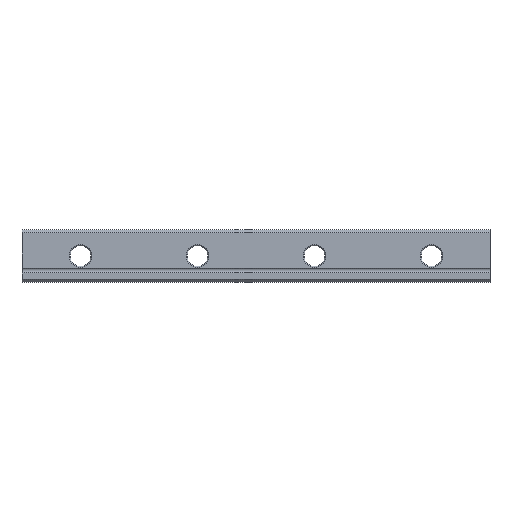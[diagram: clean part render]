
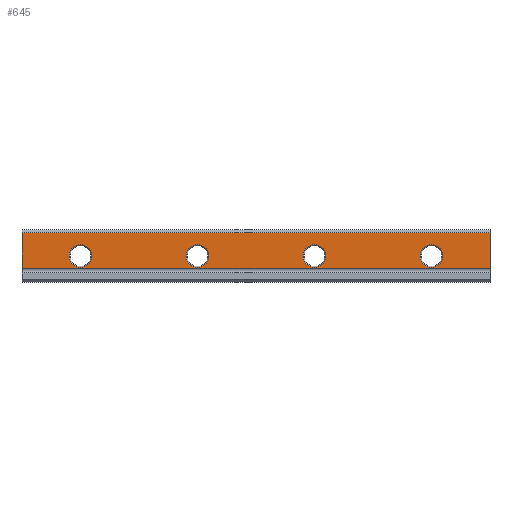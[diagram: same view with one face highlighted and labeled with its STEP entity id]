
A CAD part, front view. The second image highlights one B-rep face of the part: STEP entity #645.
In plain terms, the highlighted planar face has unit normal (0, -1, 0).
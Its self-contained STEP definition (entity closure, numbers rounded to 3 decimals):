
#16 = VERTEX_POINT ( 'NONE', #1260 ) ;
#17 = VERTEX_POINT ( 'NONE', #267 ) ;
#26 = AXIS2_PLACEMENT_3D ( 'NONE', #394, #576, #55 ) ;
#31 = CARTESIAN_POINT ( 'NONE',  ( 10., 0., 0. ) ) ;
#33 = EDGE_CURVE ( 'NONE', #16, #1627, #151, .T. ) ;
#53 = EDGE_CURVE ( 'NONE', #1790, #17, #1280, .T. ) ;
#55 = DIRECTION ( 'NONE',  ( 0., 0., 1. ) ) ;
#57 = VERTEX_POINT ( 'NONE', #1753 ) ;
#71 = FACE_BOUND ( 'NONE', #1724, .T. ) ;
#87 = DIRECTION ( 'NONE',  ( 0., 1., 0. ) ) ;
#112 = DIRECTION ( 'NONE',  ( 0., 0., 1. ) ) ;
#114 = AXIS2_PLACEMENT_3D ( 'NONE', #446, #1544, #189 ) ;
#119 = LINE ( 'NONE', #1007, #1329 ) ;
#136 = VERTEX_POINT ( 'NONE', #1642 ) ;
#151 = LINE ( 'NONE', #375, #505 ) ;
#169 = ORIENTED_EDGE ( 'NONE', *, *, #1744, .T. ) ;
#182 = ORIENTED_EDGE ( 'NONE', *, *, #1175, .T. ) ;
#189 = DIRECTION ( 'NONE',  ( 0., 0., 1. ) ) ;
#267 = CARTESIAN_POINT ( 'NONE',  ( 10., 0., -1.95 ) ) ;
#271 = CARTESIAN_POINT ( 'NONE',  ( 80., 0., 4. ) ) ;
#298 = ORIENTED_EDGE ( 'NONE', *, *, #1762, .T. ) ;
#314 = CARTESIAN_POINT ( 'NONE',  ( 30., 0., -1.95 ) ) ;
#375 = CARTESIAN_POINT ( 'NONE',  ( 80., 0., -2.1 ) ) ;
#394 = CARTESIAN_POINT ( 'NONE',  ( 30., 0., 0. ) ) ;
#423 = CARTESIAN_POINT ( 'NONE',  ( 70., 0., 0. ) ) ;
#442 = CARTESIAN_POINT ( 'NONE',  ( 0., 0., -2.1 ) ) ;
#446 = CARTESIAN_POINT ( 'NONE',  ( 10., 0., 0. ) ) ;
#457 = CIRCLE ( 'NONE', #26, 1.95 ) ;
#461 = AXIS2_PLACEMENT_3D ( 'NONE', #936, #495, #518 ) ;
#463 = CARTESIAN_POINT ( 'NONE',  ( 50., 0., -1.95 ) ) ;
#472 = CARTESIAN_POINT ( 'NONE',  ( 70., 0., 0. ) ) ;
#495 = DIRECTION ( 'NONE',  ( 0., 1., 0. ) ) ;
#505 = VECTOR ( 'NONE', #1010, 1000. ) ;
#509 = ORIENTED_EDGE ( 'NONE', *, *, #1250, .T. ) ;
#518 = DIRECTION ( 'NONE',  ( 0., 0., 1. ) ) ;
#522 = DIRECTION ( 'NONE',  ( 0., 1., 0. ) ) ;
#548 = DIRECTION ( 'NONE',  ( 0., 0., 1. ) ) ;
#555 = CARTESIAN_POINT ( 'NONE',  ( 10., 0., 1.95 ) ) ;
#560 = CARTESIAN_POINT ( 'NONE',  ( 30., 0., 0. ) ) ;
#573 = DIRECTION ( 'NONE',  ( 0., 1., 0. ) ) ;
#576 = DIRECTION ( 'NONE',  ( 0., 1., 0. ) ) ;
#582 = CARTESIAN_POINT ( 'NONE',  ( 0., 0., 4. ) ) ;
#583 = DIRECTION ( 'NONE',  ( 0., 0., 1. ) ) ;
#590 = CARTESIAN_POINT ( 'NONE',  ( 30., 0., 1.95 ) ) ;
#612 = ORIENTED_EDGE ( 'NONE', *, *, #1450, .T. ) ;
#626 = CIRCLE ( 'NONE', #1725, 1.95 ) ;
#643 = CIRCLE ( 'NONE', #873, 1.95 ) ;
#645 = ADVANCED_FACE ( 'NONE', ( #1696, #71, #1378, #1626, #1262 ), #695, .F. ) ;
#653 = EDGE_LOOP ( 'NONE', ( #956, #1674, #612, #1668 ) ) ;
#655 = EDGE_CURVE ( 'NONE', #57, #788, #917, .T. ) ;
#673 = DIRECTION ( 'NONE',  ( 0., 1., 0. ) ) ;
#678 = VERTEX_POINT ( 'NONE', #1189 ) ;
#683 = ORIENTED_EDGE ( 'NONE', *, *, #1314, .T. ) ;
#695 = PLANE ( 'NONE',  #1438 ) ;
#702 = CARTESIAN_POINT ( 'NONE',  ( 80., 0., 4. ) ) ;
#705 = EDGE_LOOP ( 'NONE', ( #683, #789 ) ) ;
#717 = EDGE_LOOP ( 'NONE', ( #298, #509 ) ) ;
#747 = AXIS2_PLACEMENT_3D ( 'NONE', #472, #522, #548 ) ;
#749 = DIRECTION ( 'NONE',  ( 0., 0., 1. ) ) ;
#772 = VECTOR ( 'NONE', #918, 1000. ) ;
#788 = VERTEX_POINT ( 'NONE', #463 ) ;
#789 = ORIENTED_EDGE ( 'NONE', *, *, #53, .T. ) ;
#821 = DIRECTION ( 'NONE',  ( 0., 0., -1. ) ) ;
#860 = LINE ( 'NONE', #1062, #772 ) ;
#873 = AXIS2_PLACEMENT_3D ( 'NONE', #31, #87, #112 ) ;
#883 = CIRCLE ( 'NONE', #461, 1.95 ) ;
#917 = CIRCLE ( 'NONE', #1200, 1.95 ) ;
#918 = DIRECTION ( 'NONE',  ( -1., 0., 0. ) ) ;
#925 = CARTESIAN_POINT ( 'NONE',  ( 80., 0., 4. ) ) ;
#929 = AXIS2_PLACEMENT_3D ( 'NONE', #560, #573, #583 ) ;
#936 = CARTESIAN_POINT ( 'NONE',  ( 50., 0., 0. ) ) ;
#938 = VERTEX_POINT ( 'NONE', #582 ) ;
#956 = ORIENTED_EDGE ( 'NONE', *, *, #33, .F. ) ;
#978 = ORIENTED_EDGE ( 'NONE', *, *, #655, .T. ) ;
#988 = EDGE_CURVE ( 'NONE', #678, #136, #626, .T. ) ;
#1000 = DIRECTION ( 'NONE',  ( 0., 1., 0. ) ) ;
#1007 = CARTESIAN_POINT ( 'NONE',  ( 0., 0., 4. ) ) ;
#1010 = DIRECTION ( 'NONE',  ( -1., 0., 0. ) ) ;
#1022 = EDGE_CURVE ( 'NONE', #938, #1627, #119, .T. ) ;
#1062 = CARTESIAN_POINT ( 'NONE',  ( 80., 0., 4. ) ) ;
#1066 = VERTEX_POINT ( 'NONE', #271 ) ;
#1097 = VERTEX_POINT ( 'NONE', #590 ) ;
#1109 = LINE ( 'NONE', #925, #1759 ) ;
#1110 = DIRECTION ( 'NONE',  ( 0., 0., 1. ) ) ;
#1175 = EDGE_CURVE ( 'NONE', #788, #57, #883, .T. ) ;
#1189 = CARTESIAN_POINT ( 'NONE',  ( 70., 0., -1.95 ) ) ;
#1200 = AXIS2_PLACEMENT_3D ( 'NONE', #1313, #1288, #1282 ) ;
#1250 = EDGE_CURVE ( 'NONE', #1097, #1777, #457, .T. ) ;
#1260 = CARTESIAN_POINT ( 'NONE',  ( 80., 0., -2.1 ) ) ;
#1262 = FACE_BOUND ( 'NONE', #717, .T. ) ;
#1280 = CIRCLE ( 'NONE', #114, 1.95 ) ;
#1282 = DIRECTION ( 'NONE',  ( 0., 0., 1. ) ) ;
#1288 = DIRECTION ( 'NONE',  ( 0., 1., 0. ) ) ;
#1313 = CARTESIAN_POINT ( 'NONE',  ( 50., 0., 0. ) ) ;
#1314 = EDGE_CURVE ( 'NONE', #17, #1790, #643, .T. ) ;
#1329 = VECTOR ( 'NONE', #1593, 1000. ) ;
#1378 = FACE_BOUND ( 'NONE', #705, .T. ) ;
#1438 = AXIS2_PLACEMENT_3D ( 'NONE', #702, #1000, #749 ) ;
#1450 = EDGE_CURVE ( 'NONE', #1066, #938, #860, .T. ) ;
#1452 = EDGE_CURVE ( 'NONE', #1066, #16, #1109, .T. ) ;
#1532 = CIRCLE ( 'NONE', #929, 1.95 ) ;
#1544 = DIRECTION ( 'NONE',  ( 0., 1., 0. ) ) ;
#1569 = CIRCLE ( 'NONE', #747, 1.95 ) ;
#1593 = DIRECTION ( 'NONE',  ( 0., 0., -1. ) ) ;
#1626 = FACE_OUTER_BOUND ( 'NONE', #653, .T. ) ;
#1627 = VERTEX_POINT ( 'NONE', #442 ) ;
#1642 = CARTESIAN_POINT ( 'NONE',  ( 70., 0., 1.95 ) ) ;
#1655 = EDGE_LOOP ( 'NONE', ( #182, #978 ) ) ;
#1667 = ORIENTED_EDGE ( 'NONE', *, *, #988, .T. ) ;
#1668 = ORIENTED_EDGE ( 'NONE', *, *, #1022, .T. ) ;
#1674 = ORIENTED_EDGE ( 'NONE', *, *, #1452, .F. ) ;
#1696 = FACE_BOUND ( 'NONE', #1655, .T. ) ;
#1724 = EDGE_LOOP ( 'NONE', ( #1667, #169 ) ) ;
#1725 = AXIS2_PLACEMENT_3D ( 'NONE', #423, #673, #1110 ) ;
#1744 = EDGE_CURVE ( 'NONE', #136, #678, #1569, .T. ) ;
#1753 = CARTESIAN_POINT ( 'NONE',  ( 50., 0., 1.95 ) ) ;
#1759 = VECTOR ( 'NONE', #821, 1000. ) ;
#1762 = EDGE_CURVE ( 'NONE', #1777, #1097, #1532, .T. ) ;
#1777 = VERTEX_POINT ( 'NONE', #314 ) ;
#1790 = VERTEX_POINT ( 'NONE', #555 ) ;
